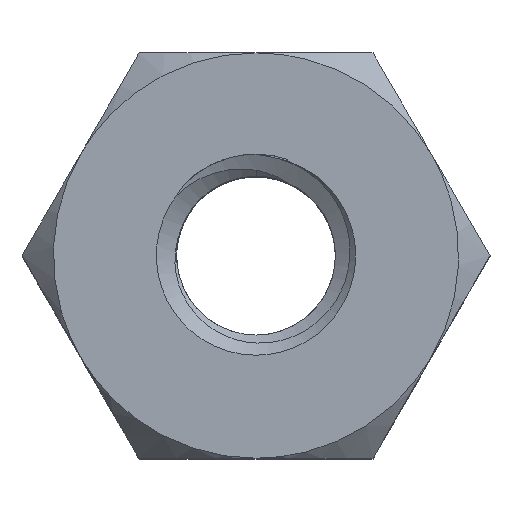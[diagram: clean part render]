
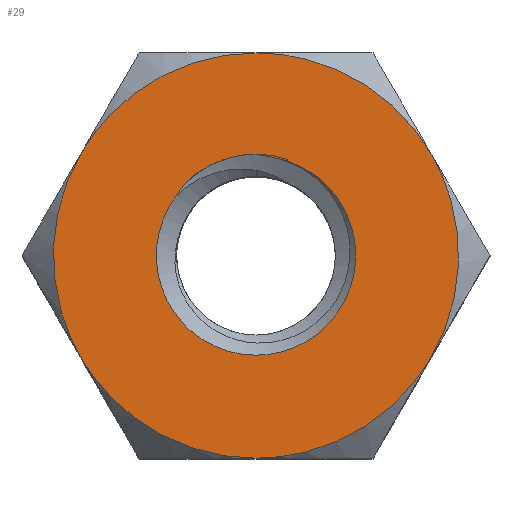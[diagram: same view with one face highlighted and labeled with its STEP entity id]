
A CAD part, top view. The second image highlights one B-rep face of the part: STEP entity #29.
In plain terms, the highlighted planar face has unit normal (0, 0, 1).
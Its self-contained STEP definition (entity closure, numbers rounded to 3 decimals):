
#24=FACE_BOUND('',#166,.T.);
#29=ADVANCED_FACE('',(#97,#24),#1147,.T.);
#97=FACE_OUTER_BOUND('',#165,.T.);
#165=EDGE_LOOP('',(#240,#241,#242,#243,#244,#245));
#166=EDGE_LOOP('',(#246,#247,#248,#249));
#240=ORIENTED_EDGE('',*,*,#616,.F.);
#241=ORIENTED_EDGE('',*,*,#617,.F.);
#242=ORIENTED_EDGE('',*,*,#646,.T.);
#243=ORIENTED_EDGE('',*,*,#618,.T.);
#244=ORIENTED_EDGE('',*,*,#619,.T.);
#245=ORIENTED_EDGE('',*,*,#662,.T.);
#246=ORIENTED_EDGE('',*,*,#742,.T.);
#247=ORIENTED_EDGE('',*,*,#791,.T.);
#248=ORIENTED_EDGE('',*,*,#743,.T.);
#249=ORIENTED_EDGE('',*,*,#741,.T.);
#616=EDGE_CURVE('',#1015,#1016,#912,.T.);
#617=EDGE_CURVE('',#1018,#1015,#913,.T.);
#618=EDGE_CURVE('',#1019,#1020,#914,.T.);
#619=EDGE_CURVE('',#1020,#1021,#915,.T.);
#646=EDGE_CURVE('',#1018,#1019,#916,.T.);
#662=EDGE_CURVE('',#1021,#1016,#926,.T.);
#741=EDGE_CURVE('',#1092,#1093,#979,.T.);
#742=EDGE_CURVE('',#1093,#1094,#873,.T.);
#743=EDGE_CURVE('',#1095,#1092,#874,.T.);
#791=EDGE_CURVE('',#1094,#1095,#1008,.T.);
#873=B_SPLINE_CURVE_WITH_KNOTS('',3,(#4784,#4785,#4786,#4787),
 .UNSPECIFIED.,.F.,.F.,(4,4),(0.,0.163),.UNSPECIFIED.);
#874=B_SPLINE_CURVE_WITH_KNOTS('',3,(#4788,#4789,#4790,#4791),
 .UNSPECIFIED.,.F.,.F.,(4,4),(2.011,2.163),
 .UNSPECIFIED.);
#912=(
BOUNDED_CURVE()
B_SPLINE_CURVE(2,(#4046,#4047,#4048),.UNSPECIFIED.,.F.,.F.)
B_SPLINE_CURVE_WITH_KNOTS((3,3),(0.,2.094),.UNSPECIFIED.)
CURVE()
GEOMETRIC_REPRESENTATION_ITEM()
RATIONAL_B_SPLINE_CURVE((1.,0.866,1.))
REPRESENTATION_ITEM('')
);
#913=(
BOUNDED_CURVE()
B_SPLINE_CURVE(2,(#4049,#4050,#4051),.UNSPECIFIED.,.F.,.F.)
B_SPLINE_CURVE_WITH_KNOTS((3,3),(0.,2.094),.UNSPECIFIED.)
CURVE()
GEOMETRIC_REPRESENTATION_ITEM()
RATIONAL_B_SPLINE_CURVE((1.,0.866,1.))
REPRESENTATION_ITEM('')
);
#914=(
BOUNDED_CURVE()
B_SPLINE_CURVE(2,(#4052,#4053,#4054),.UNSPECIFIED.,.F.,.F.)
B_SPLINE_CURVE_WITH_KNOTS((3,3),(-2.094,0.),.UNSPECIFIED.)
CURVE()
GEOMETRIC_REPRESENTATION_ITEM()
RATIONAL_B_SPLINE_CURVE((1.,0.866,1.))
REPRESENTATION_ITEM('')
);
#915=(
BOUNDED_CURVE()
B_SPLINE_CURVE(2,(#4055,#4056,#4057),.UNSPECIFIED.,.F.,.F.)
B_SPLINE_CURVE_WITH_KNOTS((3,3),(-2.094,0.),.UNSPECIFIED.)
CURVE()
GEOMETRIC_REPRESENTATION_ITEM()
RATIONAL_B_SPLINE_CURVE((1.,0.866,1.))
REPRESENTATION_ITEM('')
);
#916=(
BOUNDED_CURVE()
B_SPLINE_CURVE(2,(#4202,#4203,#4204),.UNSPECIFIED.,.F.,.F.)
B_SPLINE_CURVE_WITH_KNOTS((3,3),(-2.094,0.),.UNSPECIFIED.)
CURVE()
GEOMETRIC_REPRESENTATION_ITEM()
RATIONAL_B_SPLINE_CURVE((1.,0.866,1.))
REPRESENTATION_ITEM('')
);
#926=(
BOUNDED_CURVE()
B_SPLINE_CURVE(2,(#4266,#4267,#4268),.UNSPECIFIED.,.F.,.F.)
B_SPLINE_CURVE_WITH_KNOTS((3,3),(-2.094,0.),.UNSPECIFIED.)
CURVE()
GEOMETRIC_REPRESENTATION_ITEM()
RATIONAL_B_SPLINE_CURVE((1.,0.866,1.))
REPRESENTATION_ITEM('')
);
#979=(
BOUNDED_CURVE()
B_SPLINE_CURVE(2,(#4781,#4782,#4783),.UNSPECIFIED.,.F.,.F.)
B_SPLINE_CURVE_WITH_KNOTS((3,3),(2.365,3.142),
 .UNSPECIFIED.)
CURVE()
GEOMETRIC_REPRESENTATION_ITEM()
RATIONAL_B_SPLINE_CURVE((1.,0.926,1.))
REPRESENTATION_ITEM('')
);
#1008=(
BOUNDED_CURVE()
B_SPLINE_CURVE(2,(#5226,#5227,#5228,#5229,#5230,#5231,#5232,#5233,#5234),
 .UNSPECIFIED.,.F.,.F.)
B_SPLINE_CURVE_WITH_KNOTS((3,2,2,2,3),(-6.024,-4.746,
-3.468,-2.19,-0.912),.UNSPECIFIED.)
CURVE()
GEOMETRIC_REPRESENTATION_ITEM()
RATIONAL_B_SPLINE_CURVE((1.,0.796,1.,0.796,1.,0.796,
1.,0.796,1.))
REPRESENTATION_ITEM('')
);
#1015=VERTEX_POINT('',#3914);
#1016=VERTEX_POINT('',#3915);
#1018=VERTEX_POINT('',#3917);
#1019=VERTEX_POINT('',#3918);
#1020=VERTEX_POINT('',#3919);
#1021=VERTEX_POINT('',#3920);
#1092=VERTEX_POINT('',#3991);
#1093=VERTEX_POINT('',#3992);
#1094=VERTEX_POINT('',#3993);
#1095=VERTEX_POINT('',#3994);
#1147=PLANE('',#1235);
#1235=AXIS2_PLACEMENT_3D('',#1293,#1246,$);
#1246=DIRECTION('',(0.,0.,1.));
#1293=CARTESIAN_POINT('',(-2.783,-2.412,5.));
#3914=CARTESIAN_POINT('',(0.,-2.,5.));
#3915=CARTESIAN_POINT('',(-1.732,-1.,5.));
#3917=CARTESIAN_POINT('',(1.732,-1.,5.));
#3918=CARTESIAN_POINT('',(1.732,1.,5.));
#3919=CARTESIAN_POINT('',(0.,2.,5.));
#3920=CARTESIAN_POINT('',(-1.732,1.,5.));
#3991=CARTESIAN_POINT('',(-0.701,0.714,5.));
#3992=CARTESIAN_POINT('',(0.,1.,5.));
#3993=CARTESIAN_POINT('',(0.155,0.971,5.));
#3994=CARTESIAN_POINT('',(-0.787,0.59,5.));
#4046=CARTESIAN_POINT('',(0.,-2.,5.));
#4047=CARTESIAN_POINT('',(-1.155,-2.,5.));
#4048=CARTESIAN_POINT('',(-1.732,-1.,5.));
#4049=CARTESIAN_POINT('',(1.732,-1.,5.));
#4050=CARTESIAN_POINT('',(1.155,-2.,5.));
#4051=CARTESIAN_POINT('',(0.,-2.,5.));
#4052=CARTESIAN_POINT('',(1.732,1.,5.));
#4053=CARTESIAN_POINT('',(1.155,2.,5.));
#4054=CARTESIAN_POINT('',(0.,2.,5.));
#4055=CARTESIAN_POINT('',(0.,2.,5.));
#4056=CARTESIAN_POINT('',(-1.155,2.,5.));
#4057=CARTESIAN_POINT('',(-1.732,1.,5.));
#4202=CARTESIAN_POINT('',(1.732,-1.,5.));
#4203=CARTESIAN_POINT('',(2.309,0.,5.));
#4204=CARTESIAN_POINT('',(1.732,1.,5.));
#4266=CARTESIAN_POINT('',(-1.732,1.,5.));
#4267=CARTESIAN_POINT('',(-2.309,0.,5.));
#4268=CARTESIAN_POINT('',(-1.732,-1.,5.));
#4781=CARTESIAN_POINT('',(-0.701,0.714,5.));
#4782=CARTESIAN_POINT('',(-0.409,1.,5.));
#4783=CARTESIAN_POINT('',(0.,1.,5.));
#4784=CARTESIAN_POINT('',(0.,1.,5.));
#4785=CARTESIAN_POINT('',(0.053,0.995,5.));
#4786=CARTESIAN_POINT('',(0.105,0.985,5.));
#4787=CARTESIAN_POINT('',(0.155,0.971,5.));
#4788=CARTESIAN_POINT('',(-0.787,0.59,5.));
#4789=CARTESIAN_POINT('',(-0.761,0.633,5.));
#4790=CARTESIAN_POINT('',(-0.732,0.674,5.));
#4791=CARTESIAN_POINT('',(-0.701,0.714,5.));
#5226=CARTESIAN_POINT('',(0.155,0.971,5.));
#5227=CARTESIAN_POINT('',(0.893,0.853,5.));
#5228=CARTESIAN_POINT('',(0.977,0.111,5.));
#5229=CARTESIAN_POINT('',(1.061,-0.631,5.));
#5230=CARTESIAN_POINT('',(0.369,-0.912,5.));
#5231=CARTESIAN_POINT('',(-0.324,-1.192,5.));
#5232=CARTESIAN_POINT('',(-0.779,-0.6,5.));
#5233=CARTESIAN_POINT('',(-1.235,-0.008,5.));
#5234=CARTESIAN_POINT('',(-0.787,0.59,5.));
